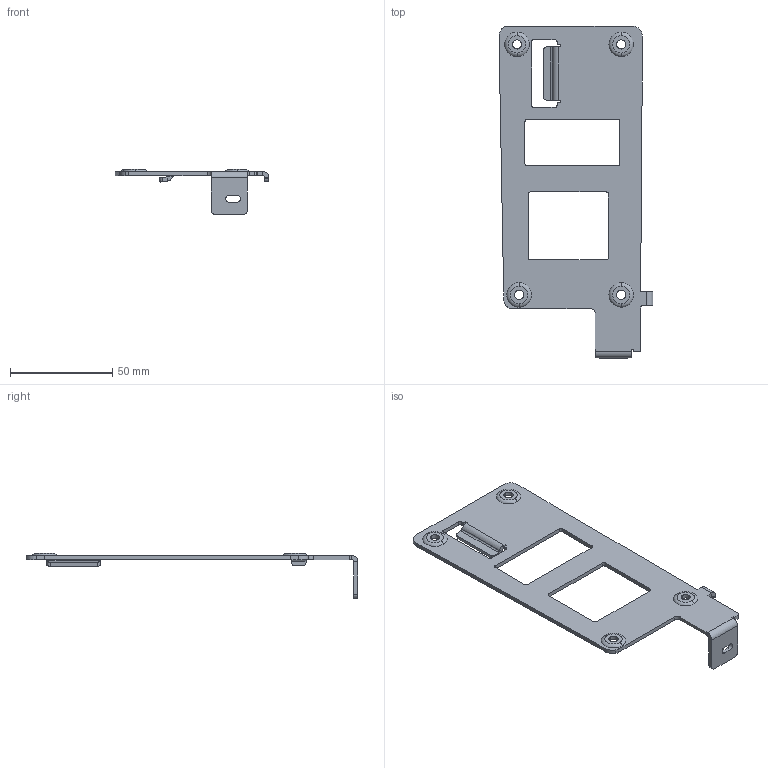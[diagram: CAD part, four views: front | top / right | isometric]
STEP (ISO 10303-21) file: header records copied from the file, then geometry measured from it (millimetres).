
FILE_DESCRIPTION (( 'STEP AP203' ), '1' );
FILE_NAME ('P400-METAL_PLATE.STEP', '2019-09-23T12:06:35', ( '' ), ( '' ), 'SwSTEP 2.0', 'SolidWorks 2016', '' );
FILE_SCHEMA (( 'CONFIG_CONTROL_DESIGN' ));
Length unit declared in the file: millimetre
Products named in the file (1): P400-METAL_PLATE
Bounding box: 75.13 x 162.09 x 22 mm (x, y, z)
Volume: 15536.8 mm3; surface area: 17480.6 mm2
Topology: 1 solids, 1 shells, 147 faces, 371 edges, 234 vertices
Faces by surface type: plane 75, cylinder 52, torus 16, bspline 4
Entity records: 4590 total; most frequent: CARTESIAN_POINT 853, DIRECTION 795, ORIENTED_EDGE 742, EDGE_CURVE 371, AXIS2_PLACEMENT_3D 288, VERTEX_POINT 234, VECTOR 219, LINE 219
